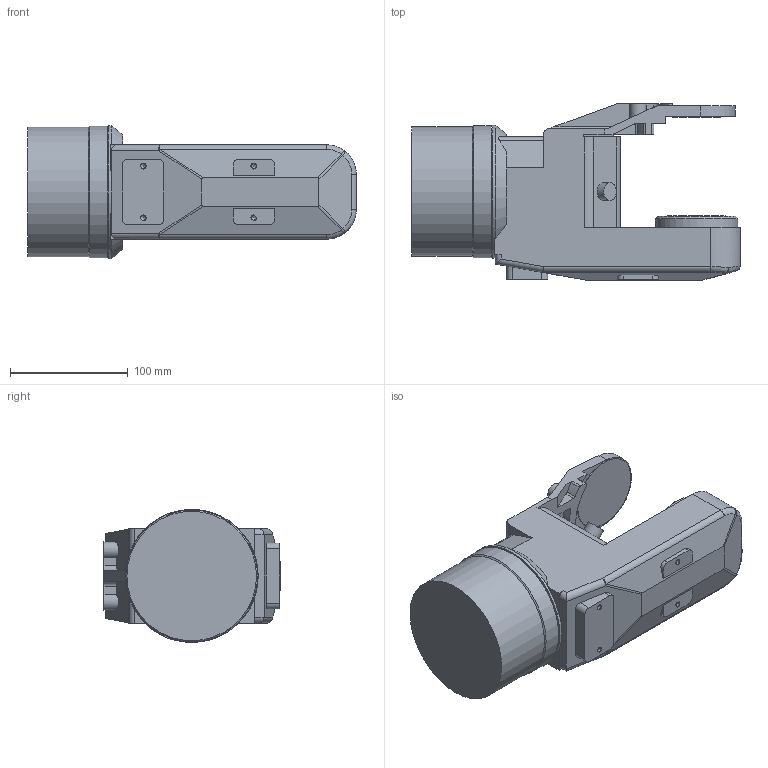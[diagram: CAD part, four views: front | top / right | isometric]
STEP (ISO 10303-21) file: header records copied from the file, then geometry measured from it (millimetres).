
FILE_DESCRIPTION(/* description */ (''),/* implementation_level */ '2;1');
FILE_NAME(/* name */ 'KR6-2 Achse5_ipt_d3d6e5cb.STEP',/* time_stamp */ '2016-12-15T23:22:24-05:00',/* author */ ('Pietro'),/* organization */ (''),/* preprocessor_version */ 'ST-DEVELOPER v16.5',/* originating_system */ 'Autodesk Inventor 2017',/* authorisation */ '');
FILE_SCHEMA (('AUTOMOTIVE_DESIGN { 1 0 10303 214 3 1 1 }'));
Length unit declared in the file: millimetre
Products named in the file (1): KR6-2 Achse5
Bounding box: 279 x 149.5 x 113 mm (x, y, z)
Volume: 12214.5 mm3; surface area: 147474.9 mm2
Topology: 1 solids, 2 shells, 215 faces, 578 edges, 379 vertices
Faces by surface type: plane 110, cylinder 88, cone 9, sphere 4, bspline 4
Full cylindrical faces by diameter (mm): 4 x12, 5 x6, 15 x2, 49 x1, 64 x1, 70 x1, 72 x1, 107 x1, 110 x1, 112 x1, 113 x1
Entity records: 8626 total; most frequent: CARTESIAN_POINT 3051, DIRECTION 1195, ORIENTED_EDGE 1136, EDGE_CURVE 568, AXIS2_PLACEMENT_3D 431, VERTEX_POINT 379, LINE 333, VECTOR 333
